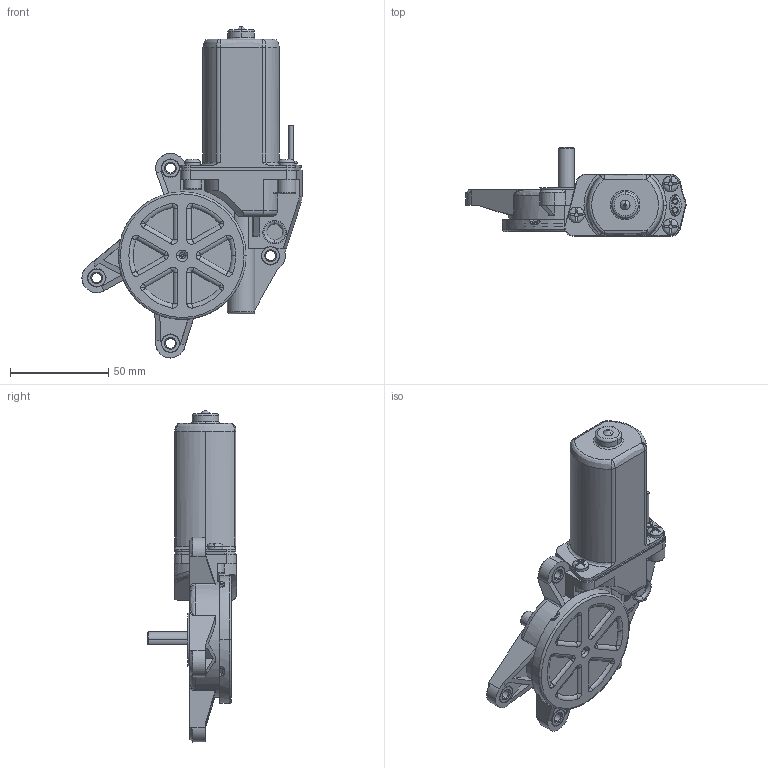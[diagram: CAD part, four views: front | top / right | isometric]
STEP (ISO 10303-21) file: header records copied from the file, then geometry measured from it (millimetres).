
FILE_DESCRIPTION (( 'STEP AP203' ), '1' );
FILE_NAME ('mabuchi.STEP', '2020-12-31T19:26:29', ( '' ), ( '' ), 'SwSTEP 2.0', 'SolidWorks 2018', '' );
FILE_SCHEMA (( 'CONFIG_CONTROL_DESIGN' ));
Length unit declared in the file: millimetre
Products named in the file (1): mabuchi
Bounding box: 112.06 x 45.4 x 169.1 mm (x, y, z)
Volume: 178819.7 mm3; surface area: 51633.5 mm2
Topology: 15 solids, 15 shells, 1227 faces, 3380 edges, 2211 vertices
Faces by surface type: plane 620, cylinder 375, torus 102, bspline 90, cone 38, sphere 2
Entity records: 42974 total; most frequent: CARTESIAN_POINT 11987, ORIENTED_EDGE 6756, DIRECTION 6236, EDGE_CURVE 3378, VERTEX_POINT 2211, AXIS2_PLACEMENT_3D 2137, VECTOR 1962, LINE 1962
